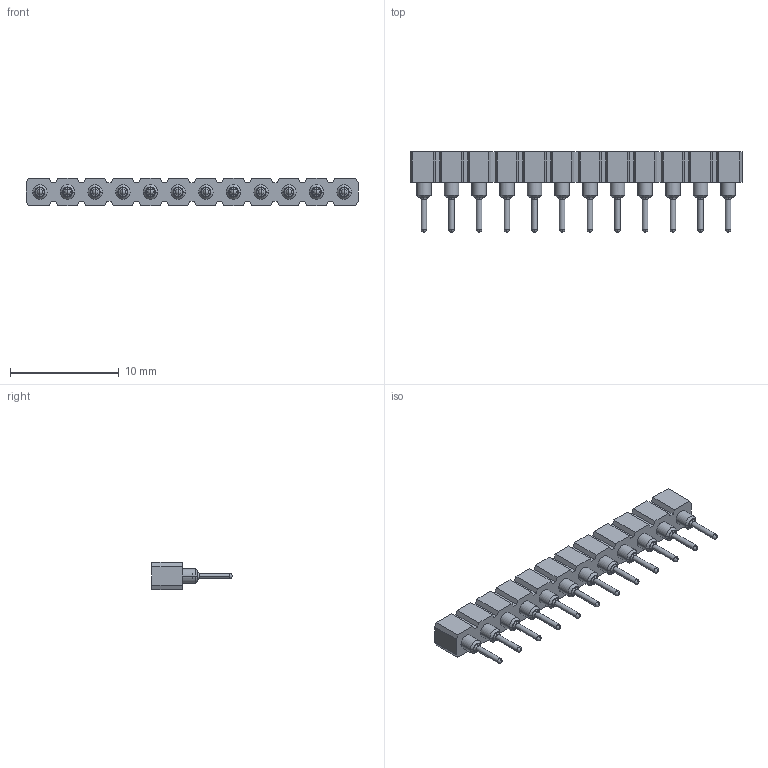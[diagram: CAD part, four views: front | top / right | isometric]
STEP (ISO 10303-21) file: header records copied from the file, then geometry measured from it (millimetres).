
FILE_DESCRIPTION(('STEP AP214'),'1');
FILE_NAME('pcb_connector_310-83-112-41-001101.stp','2018-03-20T11:35:42',('TraceParts'),('TraceParts S.A.'),'Spatial InterOp 3D',' ',' ');
FILE_SCHEMA(('automotive_design'));
Length unit declared in the file: millimetre
Products named in the file (1): pcb_connector_310-83-112-41-001101
Bounding box: 30.48 x 7.37 x 2.54 mm (x, y, z)
Volume: 197.2 mm3; surface area: 698.6 mm2
Topology: 1 solids, 1 shells, 554 faces, 1296 edges, 780 vertices
Faces by surface type: cone 192, cylinder 168, plane 146, torus 48
Entity records: 20096 total; most frequent: DIRECTION 3006, CARTESIAN_POINT 2607, ORIENTED_EDGE 2544, EDGE_CURVE 1272, AXIS2_PLACEMENT_3D 1179, VERTEX_POINT 780, LINE 648, VECTOR 648
